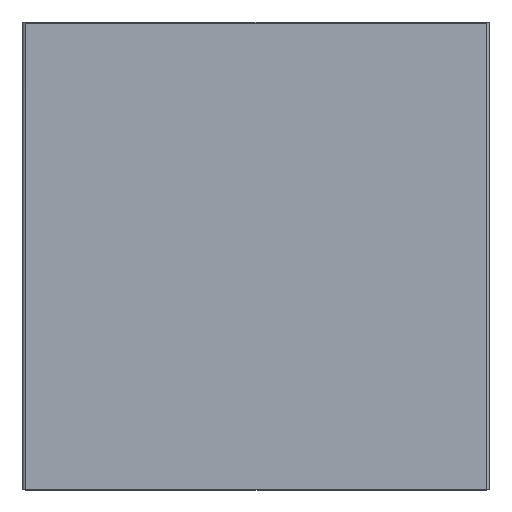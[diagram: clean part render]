
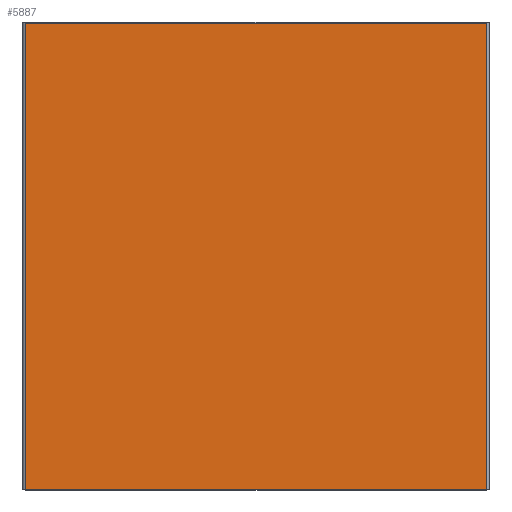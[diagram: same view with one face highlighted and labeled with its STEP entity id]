
A CAD part, top view. The second image highlights one B-rep face of the part: STEP entity #5887.
In plain terms, the highlighted planar face has unit normal (0, 0, 1).
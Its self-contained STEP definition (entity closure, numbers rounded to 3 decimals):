
#271 = CARTESIAN_POINT ( 'NONE',  ( 199.014, 199.135, -2.5 ) ) ;
#709 = EDGE_CURVE ( 'NONE', #7014, #2787, #7981, .T. ) ;
#1322 = LINE ( 'NONE', #8947, #1334 ) ;
#1334 = VECTOR ( 'NONE', #2677, 1000. ) ;
#1444 = ORIENTED_EDGE ( 'NONE', *, *, #2376, .F. ) ;
#1457 = EDGE_CURVE ( 'NONE', #7014, #7861, #3132, .T. ) ;
#1591 = PLANE ( 'NONE',  #3603 ) ;
#1617 = DIRECTION ( 'NONE',  ( 0., -1., 0. ) ) ;
#2039 = LINE ( 'NONE', #2734, #9087 ) ;
#2376 = EDGE_CURVE ( 'NONE', #2787, #8175, #1322, .T. ) ;
#2394 = CARTESIAN_POINT ( 'NONE',  ( 2.499, 198.64, -2.5 ) ) ;
#2565 = CARTESIAN_POINT ( 'NONE',  ( 2.499, 1.135, -2.5 ) ) ;
#2677 = DIRECTION ( 'NONE',  ( -1., 0., 0. ) ) ;
#2734 = CARTESIAN_POINT ( 'NONE',  ( 3.984, 199.135, -2.5 ) ) ;
#2787 = VERTEX_POINT ( 'NONE', #5774 ) ;
#2956 = VECTOR ( 'NONE', #4432, 1000. ) ;
#3132 = LINE ( 'NONE', #2394, #2956 ) ;
#3247 = DIRECTION ( 'NONE',  ( 1., 0., 0. ) ) ;
#3603 = AXIS2_PLACEMENT_3D ( 'NONE', #2565, #7393, #3247 ) ;
#3775 = ORIENTED_EDGE ( 'NONE', *, *, #7518, .T. ) ;
#4432 = DIRECTION ( 'NONE',  ( -1., 0., 0. ) ) ;
#5533 = ORIENTED_EDGE ( 'NONE', *, *, #1457, .T. ) ;
#5610 = VECTOR ( 'NONE', #1617, 1000. ) ;
#5774 = CARTESIAN_POINT ( 'NONE',  ( 199.014, 1.135, -2.5 ) ) ;
#5887 = ADVANCED_FACE ( 'NONE', ( #7956 ), #1591, .T. ) ;
#5918 = CARTESIAN_POINT ( 'NONE',  ( 3.984, 1.135, -2.5 ) ) ;
#7014 = VERTEX_POINT ( 'NONE', #7486 ) ;
#7393 = DIRECTION ( 'NONE',  ( 0., 0., 1. ) ) ;
#7486 = CARTESIAN_POINT ( 'NONE',  ( 199.014, 198.64, -2.5 ) ) ;
#7518 = EDGE_CURVE ( 'NONE', #7861, #8175, #2039, .T. ) ;
#7633 = ORIENTED_EDGE ( 'NONE', *, *, #709, .F. ) ;
#7861 = VERTEX_POINT ( 'NONE', #8763 ) ;
#7941 = EDGE_LOOP ( 'NONE', ( #7633, #5533, #3775, #1444 ) ) ;
#7956 = FACE_OUTER_BOUND ( 'NONE', #7941, .T. ) ;
#7981 = LINE ( 'NONE', #271, #5610 ) ;
#8175 = VERTEX_POINT ( 'NONE', #5918 ) ;
#8354 = DIRECTION ( 'NONE',  ( 0., -1., 0. ) ) ;
#8763 = CARTESIAN_POINT ( 'NONE',  ( 3.984, 198.64, -2.5 ) ) ;
#8947 = CARTESIAN_POINT ( 'NONE',  ( 1.014, 1.135, -2.5 ) ) ;
#9087 = VECTOR ( 'NONE', #8354, 1000. ) ;
